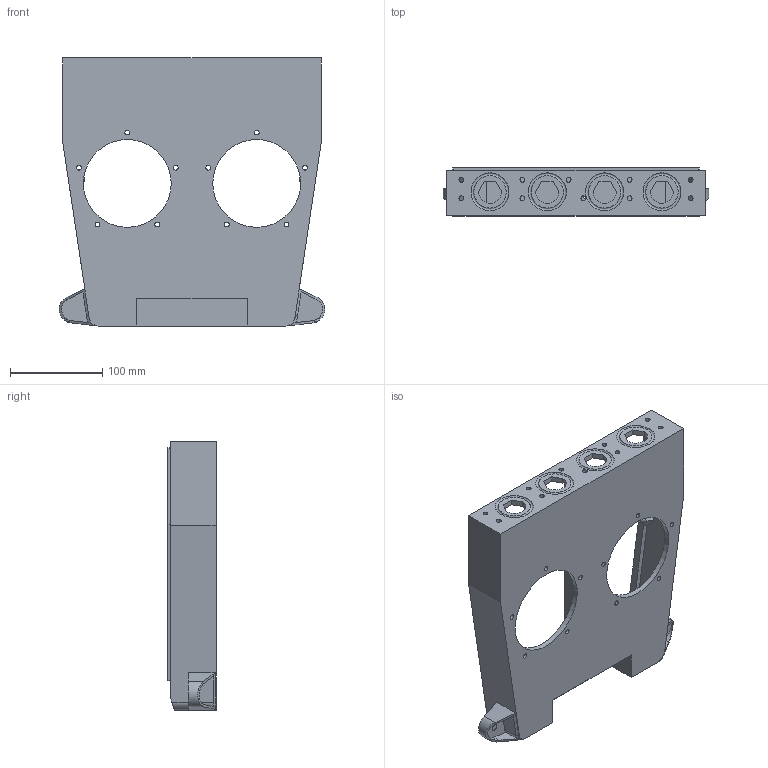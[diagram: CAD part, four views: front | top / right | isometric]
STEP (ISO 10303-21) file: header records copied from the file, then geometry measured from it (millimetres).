
FILE_DESCRIPTION(/* description */ (''),/* implementation_level */ '2;1');
FILE_NAME(/* name */ 'Mow-Lower.step',/* time_stamp */ '2021-10-01T12:25:48+02:00',/* author */ (''),/* organization */ (''),/* preprocessor_version */ 'ST-DEVELOPER v18.1',/* originating_system */ 'Autodesk Translation Framework v10.10.0.1391',/* authorisation */ '');
FILE_SCHEMA (('AUTOMOTIVE_DESIGN { 1 0 10303 214 3 1 1 }'));
Length unit declared in the file: millimetre
Products named in the file (1): Mow-Lower
Bounding box: 287.23 x 52 x 290 mm (x, y, z)
Volume: 805733.4 mm3; surface area: 275917.3 mm2
Topology: 1 solids, 1 shells, 472 faces, 945 edges, 617 vertices
Faces by surface type: plane 265, cylinder 191, cone 8, bspline 4, torus 4
Full cylindrical faces by diameter (mm): 4 x1, 4.6 x70, 5.2 x24, 6.5 x2, 9 x2, 10 x62, 95 x2
Entity records: 12547 total; most frequent: DIRECTION 2264, CARTESIAN_POINT 2162, ORIENTED_EDGE 1886, EDGE_CURVE 943, AXIS2_PLACEMENT_3D 872, EDGE_LOOP 680, VERTEX_POINT 617, LINE 520
